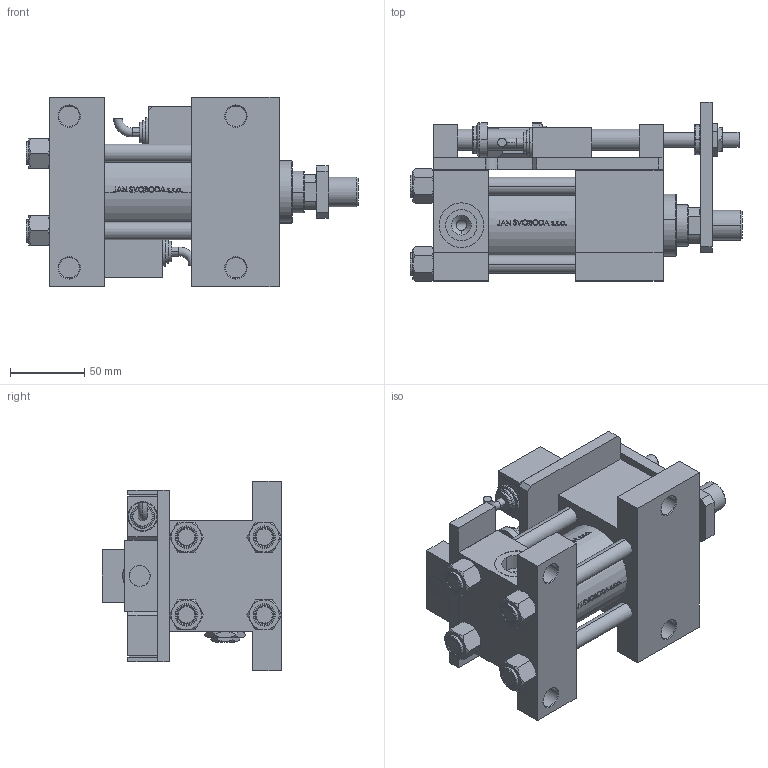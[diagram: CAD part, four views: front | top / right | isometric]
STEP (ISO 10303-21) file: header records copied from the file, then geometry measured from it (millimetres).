
FILE_DESCRIPTION (( 'STEP AP203' ), '1' );
FILE_NAME ('c050.STEP', '2022-06-13T12:19:53', ( '' ), ( '' ), 'SwSTEP 2.0', 'SolidWorks 2019', '' );
FILE_SCHEMA (( 'CONFIG_CONTROL_DESIGN' ));
Length unit declared in the file: millimetre
Products named in the file (18): V215CD_SWITCH_Q_BLOK 60257c973c8c9e735a946f9db3f2e1f9; V215CD_SWITCH_Q_ZARAZKA 60257c973c8c9e735a946f9db3f2e1f9; ROD_END_AH 60257c973c8c9e735a946f9db3f2e1f9; V215CD_SWITCH_Q_MAGNET 60257c973c8c9e735a946f9db3f2e1f9; V215CD_SWITCH_Q_NUT 60257c973c8c9e735a946f9db3f2e1f9; Zatka_pro_OIL_PORT 60257c973c8c9e735a946f9db3f2e1f9; V215CD_G_TYCINKA 60257c973c8c9e735a946f9db3f2e1f9; V215CD_G_Body 60257c973c8c9e735a946f9db3f2e1f9; V215CD_SWITCH_Q_PODLOZKA_FRONT 60257c973c8c9e735a946f9db3f2e1f9; V215CD_VCP_G 60257c973c8c9e735a946f9db3f2e1f9; V215CD_SWITCH_Q_TYC 60257c973c8c9e735a946f9db3f2e1f9; V215CD_SWITCH_Q_NUT10 60257c973c8c9e735a946f9db3f2e1f9; c050; V215CD_NUT_M5_G 60257c973c8c9e735a946f9db3f2e1f9; V215CD_SWITCH_Q_PODLOZKA_BACK 60257c973c8c9e735a946f9db3f2e1f9; V215CD_VC_G 60257c973c8c9e735a946f9db3f2e1f9; V215CD_SWITCH_Q_SWITCH 60257c973c8c9e735a946f9db3f2e1f9; V215CD_SWITCH_Q_DIMA 60257c973c8c9e735a946f9db3f2e1f9
Assembly tree (26 placements, depth 2):
  c050
    V215CD_G_Body 60257c973c8c9e735a946f9db3f2e1f9
    V215CD_VC_G 60257c973c8c9e735a946f9db3f2e1f9
    V215CD_VCP_G 60257c973c8c9e735a946f9db3f2e1f9
    V215CD_G_TYCINKA 60257c973c8c9e735a946f9db3f2e1f9  x4
    V215CD_NUT_M5_G 60257c973c8c9e735a946f9db3f2e1f9  x4
    ROD_END_AH 60257c973c8c9e735a946f9db3f2e1f9
    V215CD_SWITCH_Q_BLOK 60257c973c8c9e735a946f9db3f2e1f9  x2
    V215CD_SWITCH_Q_DIMA 60257c973c8c9e735a946f9db3f2e1f9
    V215CD_SWITCH_Q_MAGNET 60257c973c8c9e735a946f9db3f2e1f9  x2
    V215CD_SWITCH_Q_NUT 60257c973c8c9e735a946f9db3f2e1f9
    V215CD_SWITCH_Q_NUT10 60257c973c8c9e735a946f9db3f2e1f9
    V215CD_SWITCH_Q_PODLOZKA_BACK 60257c973c8c9e735a946f9db3f2e1f9
    V215CD_SWITCH_Q_PODLOZKA_FRONT 60257c973c8c9e735a946f9db3f2e1f9
    V215CD_SWITCH_Q_SWITCH 60257c973c8c9e735a946f9db3f2e1f9  x2
    V215CD_SWITCH_Q_TYC 60257c973c8c9e735a946f9db3f2e1f9
    V215CD_SWITCH_Q_ZARAZKA 60257c973c8c9e735a946f9db3f2e1f9
    Zatka_pro_OIL_PORT 60257c973c8c9e735a946f9db3f2e1f9
Bounding box: 223 x 120.27 x 127 mm (x, y, z)
Volume: 1032021.5 mm3; surface area: 249946.3 mm2
Topology: 26 solids, 26 shells, 1371 faces, 3384 edges, 2168 vertices
Faces by surface type: plane 577, bspline 380, cylinder 197, cone 179, torus 38
Entity records: 54979 total; most frequent: CARTESIAN_POINT 27227, ORIENTED_EDGE 5936, DIRECTION 4085, EDGE_CURVE 2968, VERTEX_POINT 1920, LINE 1541, VECTOR 1541, EDGE_LOOP 1312
